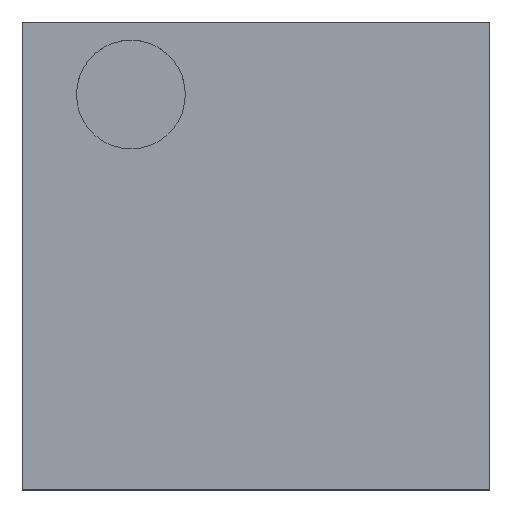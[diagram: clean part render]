
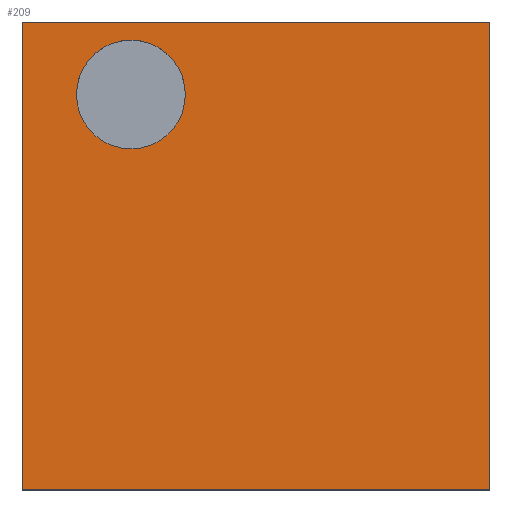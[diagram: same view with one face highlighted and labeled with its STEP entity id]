
A CAD part, top view. The second image highlights one B-rep face of the part: STEP entity #209.
In plain terms, the highlighted planar face has unit normal (0, 0, 1).
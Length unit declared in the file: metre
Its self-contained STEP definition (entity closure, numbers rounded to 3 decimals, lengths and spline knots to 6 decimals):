
#209=ADVANCED_FACE('0:65',(#350,#351),#352,.T.);
#350=FACE_OUTER_BOUND('',#477,.T.);
#351=FACE_BOUND('',#478,.T.);
#352=PLANE('',#479);
#477=EDGE_LOOP('',(#662,#663,#664,#665));
#478=EDGE_LOOP('',(#666,#667));
#479=AXIS2_PLACEMENT_3D('',#668,#669,#670);
#662=ORIENTED_EDGE('',*,*,#846,.T.);
#663=ORIENTED_EDGE('',*,*,#851,.T.);
#664=ORIENTED_EDGE('',*,*,#855,.T.);
#665=ORIENTED_EDGE('',*,*,#858,.T.);
#666=ORIENTED_EDGE('',*,*,#805,.F.);
#667=ORIENTED_EDGE('',*,*,#842,.F.);
#668=CARTESIAN_POINT('',(0.,0.,0.00033));
#669=DIRECTION('',(0.0,0.0,1.0));
#670=DIRECTION('',(0.,-1.0,0.0));
#805=EDGE_CURVE('0:113',#900,#903,#904,.T.);
#842=EDGE_CURVE('0:113',#903,#900,#958,.T.);
#846=EDGE_CURVE('0:122',#965,#963,#966,.T.);
#851=EDGE_CURVE('0:134',#963,#971,#973,.T.);
#855=EDGE_CURVE('0:143',#971,#977,#979,.T.);
#858=EDGE_CURVE('0:149',#977,#965,#982,.T.);
#900=VERTEX_POINT('NONE',#1040);
#903=VERTEX_POINT('',#1044);
#904=CIRCLE('',#1045,0.000075);
#958=CIRCLE('',#1108,0.000075);
#963=VERTEX_POINT('NONE',#1114);
#965=VERTEX_POINT('NONE',#1117);
#966=LINE('',#1118,#1119);
#971=VERTEX_POINT('NONE',#1126);
#973=LINE('',#1129,#1130);
#977=VERTEX_POINT('NONE',#1135);
#979=LINE('',#1138,#1139);
#982=LINE('',#1143,#1144);
#1040=CARTESIAN_POINT('',(-0.000173,0.000148,0.00033));
#1044=CARTESIAN_POINT('',(-0.000173,0.000298,0.00033));
#1045=AXIS2_PLACEMENT_3D('',#1202,#1203,#1204);
#1108=AXIS2_PLACEMENT_3D('',#1268,#1269,#1270);
#1114=CARTESIAN_POINT('',(-0.000323,0.000323,0.00033));
#1117=CARTESIAN_POINT('',(0.000323,0.000323,0.00033));
#1118=CARTESIAN_POINT('',(0.000323,0.000323,0.00033));
#1119=VECTOR('',#1273,1.0);
#1126=CARTESIAN_POINT('',(-0.000323,-0.000323,0.00033));
#1129=CARTESIAN_POINT('',(-0.000323,0.000323,0.00033));
#1130=VECTOR('',#1277,1.0);
#1135=CARTESIAN_POINT('',(0.000323,-0.000323,0.00033));
#1138=CARTESIAN_POINT('',(0.000323,-0.000323,0.00033));
#1139=VECTOR('',#1280,1.0);
#1143=CARTESIAN_POINT('',(0.000323,0.000323,0.00033));
#1144=VECTOR('',#1282,1.0);
#1202=CARTESIAN_POINT('',(-0.000173,0.000223,0.00033));
#1203=DIRECTION('',(0.0,0.0,1.0));
#1204=DIRECTION('',(0.,-1.0,0.0));
#1268=CARTESIAN_POINT('',(-0.000173,0.000223,0.00033));
#1269=DIRECTION('',(0.0,0.0,1.0));
#1270=DIRECTION('',(0.,-1.0,0.0));
#1273=DIRECTION('',(-1.0,0.,0.0));
#1277=DIRECTION('',(0.,-1.0,0.0));
#1280=DIRECTION('',(1.0,0.,0.0));
#1282=DIRECTION('',(0.,1.0,0.0));
